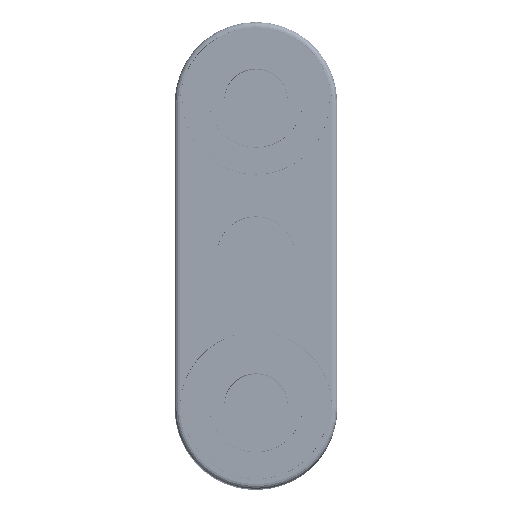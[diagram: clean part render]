
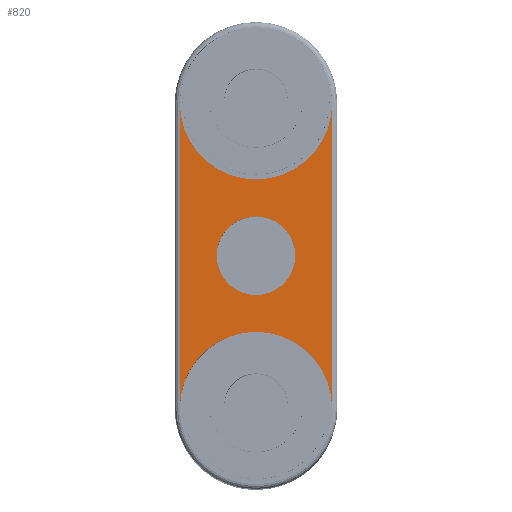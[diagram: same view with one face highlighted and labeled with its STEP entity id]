
A CAD part, top view. The second image highlights one B-rep face of the part: STEP entity #820.
In plain terms, the highlighted planar face has unit normal (0, 0, 1).
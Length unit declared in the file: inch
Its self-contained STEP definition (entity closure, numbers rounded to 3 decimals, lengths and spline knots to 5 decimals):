
#171=CARTESIAN_POINT('',(0.,0.,0.8));
#172=DIRECTION('',(0.,0.,-1.));
#173=DIRECTION('',(1.,0.,0.));
#174=AXIS2_PLACEMENT_3D('',#171,#172,#173);
#190=CARTESIAN_POINT('',(0.,0.,0.8));
#191=DIRECTION('',(0.,0.,-1.));
#192=DIRECTION('',(-1.,0.,0.));
#193=AXIS2_PLACEMENT_3D('',#190,#191,#192);
#199=DIRECTION('',(0.,-1.,0.));
#200=VECTOR('',#199,0.6);
#201=CARTESIAN_POINT('',(0.15,0.3,0.8));
#202=LINE('',#201,#200);
#203=DIRECTION('',(0.,1.,0.));
#204=VECTOR('',#203,0.6);
#205=CARTESIAN_POINT('',(-0.15,-0.3,0.8));
#206=LINE('',#205,#204);
#207=CARTESIAN_POINT('',(0.,0.3,0.8));
#208=DIRECTION('',(0.,0.,-1.));
#209=DIRECTION('',(1.,0.,0.));
#210=AXIS2_PLACEMENT_3D('',#207,#208,#209);
#697=CARTESIAN_POINT('',(0.,-0.3,0.8));
#698=DIRECTION('',(0.,0.,-1.));
#699=DIRECTION('',(-1.,0.,0.));
#700=AXIS2_PLACEMENT_3D('',#697,#698,#699);
#742=CARTESIAN_POINT('',(0.15,0.3,0.8));
#743=CARTESIAN_POINT('',(-0.15,0.3,0.8));
#744=VERTEX_POINT('',#742);
#745=VERTEX_POINT('',#743);
#746=CARTESIAN_POINT('',(-0.0775,0.,0.8));
#747=CARTESIAN_POINT('',(0.0775,0.,0.8));
#748=VERTEX_POINT('',#746);
#749=VERTEX_POINT('',#747);
#756=CARTESIAN_POINT('',(-0.15,-0.3,0.8));
#757=VERTEX_POINT('',#756);
#758=CARTESIAN_POINT('',(0.15,-0.3,0.8));
#759=VERTEX_POINT('',#758);
#801=CARTESIAN_POINT('',(0.,-0.3,0.8));
#802=DIRECTION('',(0.,0.,1.));
#803=DIRECTION('',(1.,0.,0.));
#804=AXIS2_PLACEMENT_3D('',#801,#802,#803);
#805=PLANE('',#804);
#807=ORIENTED_EDGE('',*,*,#806,.F.);
#809=ORIENTED_EDGE('',*,*,#808,.T.);
#811=ORIENTED_EDGE('',*,*,#810,.F.);
#813=ORIENTED_EDGE('',*,*,#812,.T.);
#814=EDGE_LOOP('',(#807,#809,#811,#813));
#815=FACE_OUTER_BOUND('',#814,.F.);
#816=ORIENTED_EDGE('',*,*,#794,.F.);
#817=ORIENTED_EDGE('',*,*,#770,.F.);
#818=EDGE_LOOP('',(#816,#817));
#819=FACE_BOUND('',#818,.F.);
#820=ADVANCED_FACE('',(#815,#819),#805,.T.);
#175=CIRCLE('',#174,0.0775);
#194=CIRCLE('',#193,0.0775);
#211=CIRCLE('',#210,0.15);
#701=CIRCLE('',#700,0.15);
#770=EDGE_CURVE('',#749,#748,#175,.T.);
#794=EDGE_CURVE('',#748,#749,#194,.T.);
#806=EDGE_CURVE('',#744,#745,#211,.T.);
#808=EDGE_CURVE('',#744,#759,#202,.T.);
#810=EDGE_CURVE('',#757,#759,#701,.T.);
#812=EDGE_CURVE('',#757,#745,#206,.T.);
